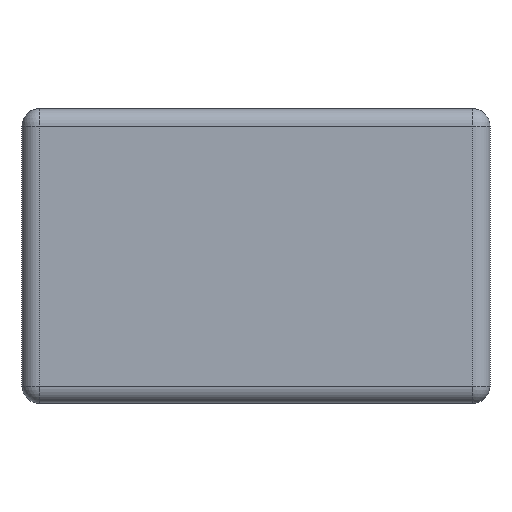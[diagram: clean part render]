
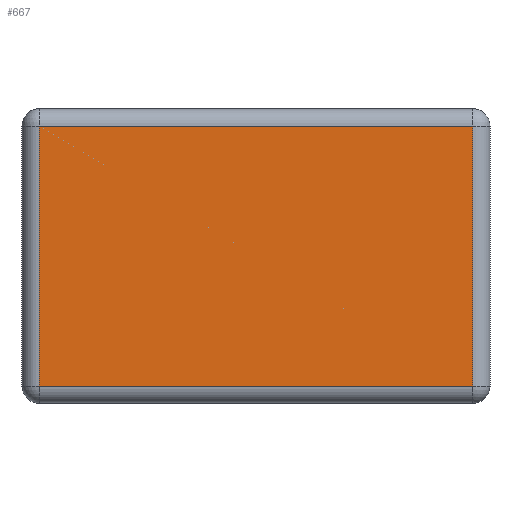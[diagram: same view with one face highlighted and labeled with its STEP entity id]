
A CAD part, left-side view. The second image highlights one B-rep face of the part: STEP entity #667.
In plain terms, the highlighted planar face has unit normal (-1, 0, 0).
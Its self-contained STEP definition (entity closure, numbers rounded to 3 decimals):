
#101=FACE_OUTER_BOUND($,#147,.T.);
#147=EDGE_LOOP($,(#498,#499,#500,#501));
#196=LINE($,#1080,#252);
#197=LINE($,#1083,#253);
#198=LINE($,#1089,#254);
#199=LINE($,#1090,#255);
#252=VECTOR($,#855,2.5);
#253=VECTOR($,#858,1.5);
#254=VECTOR($,#867,1.5);
#255=VECTOR($,#868,2.5);
#308=VERTEX_POINT($,#1074);
#309=VERTEX_POINT($,#1078);
#310=VERTEX_POINT($,#1082);
#311=VERTEX_POINT($,#1088);
#375=EDGE_CURVE($,#309,#308,#196,.T.);
#376=EDGE_CURVE($,#308,#310,#197,.T.);
#379=EDGE_CURVE($,#309,#311,#198,.T.);
#380=EDGE_CURVE($,#310,#311,#199,.T.);
#498=ORIENTED_EDGE($,*,*,#375,.F.);
#499=ORIENTED_EDGE($,*,*,#379,.T.);
#500=ORIENTED_EDGE($,*,*,#380,.F.);
#501=ORIENTED_EDGE($,*,*,#376,.F.);
#641=PLANE($,#733);
#667=ADVANCED_FACE($,(#101),#641,.T.);
#733=AXIS2_PLACEMENT_3D($,#1087,#865,#866);
#855=DIRECTION($,(0.,1.,0.));
#858=DIRECTION($,(0.,0.,1.));
#865=DIRECTION('center_axis',(-1.,0.,0.));
#866=DIRECTION('ref_axis',(0.,0.,1.));
#867=DIRECTION($,(0.,0.,1.));
#868=DIRECTION($,(0.,-1.,0.));
#1074=CARTESIAN_POINT('',(-1.7,1.25,0.1));
#1078=CARTESIAN_POINT('',(-1.7,-1.25,0.1));
#1080=CARTESIAN_POINT($,(-1.7,-0.625,0.1));
#1082=CARTESIAN_POINT('',(-1.7,1.25,1.6));
#1083=CARTESIAN_POINT($,(-1.7,1.25,0.));
#1087=CARTESIAN_POINT('Origin',(-1.7,-1.25,0.));
#1088=CARTESIAN_POINT('',(-1.7,-1.25,1.6));
#1089=CARTESIAN_POINT($,(-1.7,-1.25,0.));
#1090=CARTESIAN_POINT($,(-1.7,-0.625,1.6));
